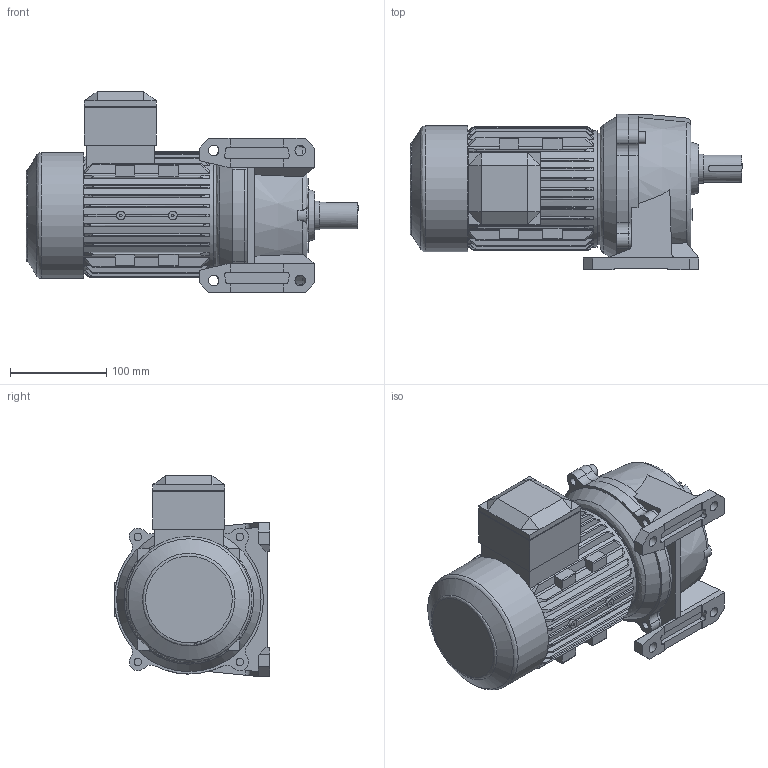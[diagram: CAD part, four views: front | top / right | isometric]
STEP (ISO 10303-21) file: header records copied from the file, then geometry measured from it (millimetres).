
FILE_DESCRIPTION (( 'STEP AP214' ), '1' );
FILE_NAME ('EX2DO07852H001_F1HM_0.4KW.stp', '2022-08-09T02:14:15', ( '' ), ( '' ), 'SwSTEP 2.0', 'SolidWorks 2021', '' );
FILE_SCHEMA (( 'AUTOMOTIVE_DESIGN' ));
Length unit declared in the file: millimetre
Products named in the file (1): EX2DO07852H001_F1HM_0.4KW
Bounding box: 345 x 161.5 x 208.8 mm (x, y, z)
Volume: 4602410.2 mm3; surface area: 343094.4 mm2
Topology: 8 solids, 18 shells, 653 faces, 1660 edges, 1098 vertices
Faces by surface type: plane 386, cylinder 156, cone 88, bspline 23
Full cylindrical faces by diameter (mm): 2.7 x6, 8 x4, 8.001 x4, 9 x10, 11 x4, 13.005 x4, 28 x1, 30 x1, 31 x1, 42 x1, 48 x1, 116 x1, 121 x1, 131 x1
Entity records: 30125 total; most frequent: CARTESIAN_POINT 7667, ORIENTED_EDGE 3192, DIRECTION 2915, EDGE_CURVE 1596, VERTEX_POINT 1087, AXIS2_PLACEMENT_3D 1015, LINE 885, VECTOR 885
